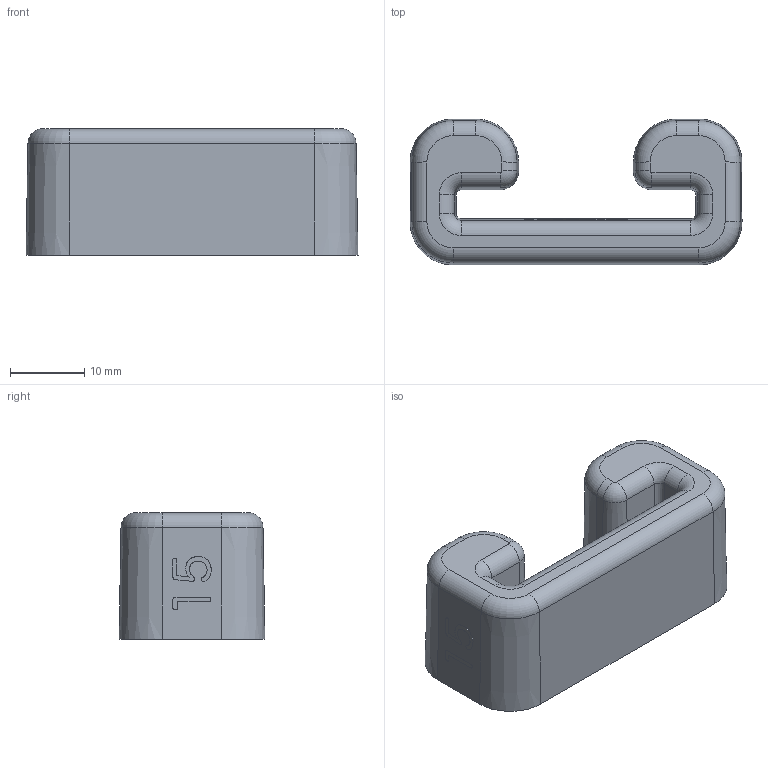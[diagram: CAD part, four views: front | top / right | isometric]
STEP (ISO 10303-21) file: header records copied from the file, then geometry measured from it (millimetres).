
FILE_DESCRIPTION(('STEP AP203'),'1');
FILE_NAME('15.step','2023-06-07T10:20:42',(' '),(' '),'Spatial InterOp 3D',' ',' ');
FILE_SCHEMA(('CONFIG_CONTROL_DESIGN'));
Length unit declared in the file: millimetre
Products named in the file (1): 1
Bounding box: 44.59 x 19.59 x 17 mm (x, y, z)
Volume: 5907.4 mm3; surface area: 6200.2 mm2
Topology: 10 solids, 10 shells, 193 faces, 465 edges, 293 vertices
Faces by surface type: plane 86, extrusion 35, cone 24, cylinder 24, torus 24
Entity records: 6259 total; most frequent: CARTESIAN_POINT 1737, ORIENTED_EDGE 930, DIRECTION 886, EDGE_CURVE 465, VECTOR 310, VERTEX_POINT 293, AXIS2_PLACEMENT_3D 288, LINE 275
